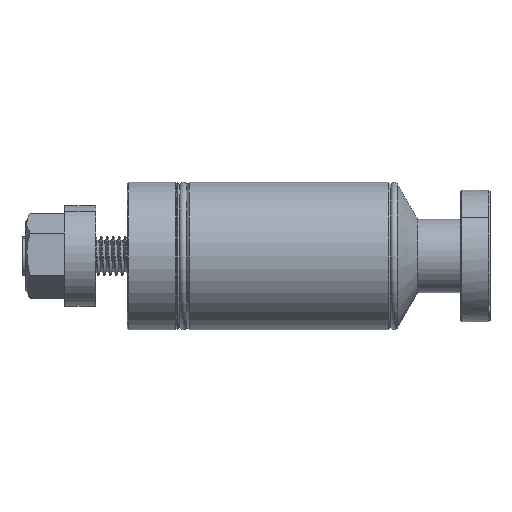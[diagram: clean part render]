
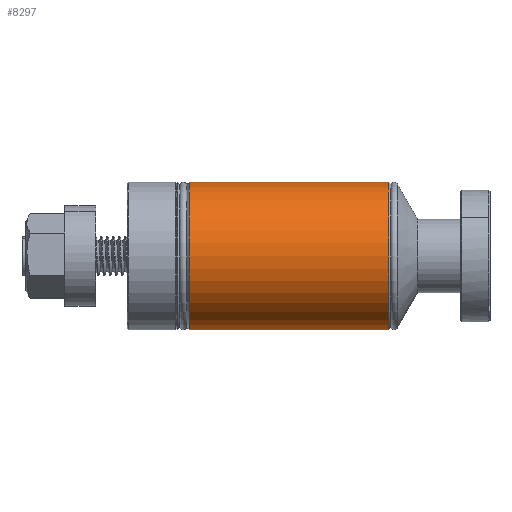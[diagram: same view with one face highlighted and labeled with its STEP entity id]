
A CAD part, left-side view. The second image highlights one B-rep face of the part: STEP entity #8297.
In plain terms, the highlighted cylindrical face has radius 19.05 mm (diameter 38.1 mm), a partial arc.
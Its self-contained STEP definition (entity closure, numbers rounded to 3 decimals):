
#2 = CYLINDRICAL_SURFACE ( 'NONE', #7576, 19.05 ) ;
#269 = CIRCLE ( 'NONE', #6538, 19.05 ) ;
#786 = VERTEX_POINT ( 'NONE', #3346 ) ;
#1211 = LINE ( 'NONE', #3791, #8101 ) ;
#1900 = EDGE_LOOP ( 'NONE', ( #10919, #4091, #3918, #11074 ) ) ;
#3271 = CARTESIAN_POINT ( 'NONE',  ( 0., 73.067, 19.05 ) ) ;
#3301 = DIRECTION ( 'NONE',  ( 0., 0., -1. ) ) ;
#3346 = CARTESIAN_POINT ( 'NONE',  ( 0., 21.457, 19.05 ) ) ;
#3739 = CARTESIAN_POINT ( 'NONE',  ( 0., -8.879, -19.05 ) ) ;
#3791 = CARTESIAN_POINT ( 'NONE',  ( 0., -8.879, 19.05 ) ) ;
#3918 = ORIENTED_EDGE ( 'NONE', *, *, #8372, .T. ) ;
#4080 = DIRECTION ( 'NONE',  ( 0., -1., 0. ) ) ;
#4091 = ORIENTED_EDGE ( 'NONE', *, *, #6566, .T. ) ;
#4167 = AXIS2_PLACEMENT_3D ( 'NONE', #5931, #4080, #3301 ) ;
#4279 = CARTESIAN_POINT ( 'NONE',  ( 0., 21.457, 0. ) ) ;
#5218 = EDGE_CURVE ( 'NONE', #786, #8360, #269, .T. ) ;
#5248 = CIRCLE ( 'NONE', #4167, 19.05 ) ;
#5779 = DIRECTION ( 'NONE',  ( 0., -1., 0. ) ) ;
#5931 = CARTESIAN_POINT ( 'NONE',  ( 0., 73.067, 0. ) ) ;
#6009 = CARTESIAN_POINT ( 'NONE',  ( 0., -8.879, 0. ) ) ;
#6270 = DIRECTION ( 'NONE',  ( 0., -1., 0. ) ) ;
#6538 = AXIS2_PLACEMENT_3D ( 'NONE', #4279, #5779, #8417 ) ;
#6566 = EDGE_CURVE ( 'NONE', #8938, #10385, #5248, .T. ) ;
#6943 = CARTESIAN_POINT ( 'NONE',  ( 0., 73.067, -19.05 ) ) ;
#7576 = AXIS2_PLACEMENT_3D ( 'NONE', #6009, #9443, #8060 ) ;
#7690 = FACE_OUTER_BOUND ( 'NONE', #1900, .T. ) ;
#7928 = VECTOR ( 'NONE', #10644, 1000. ) ;
#8010 = CARTESIAN_POINT ( 'NONE',  ( 0., 21.457, -19.05 ) ) ;
#8060 = DIRECTION ( 'NONE',  ( 0., 0., -1. ) ) ;
#8101 = VECTOR ( 'NONE', #6270, 1000. ) ;
#8297 = ADVANCED_FACE ( 'NONE', ( #7690 ), #2, .T. ) ;
#8360 = VERTEX_POINT ( 'NONE', #8010 ) ;
#8372 = EDGE_CURVE ( 'NONE', #10385, #8360, #8863, .T. ) ;
#8417 = DIRECTION ( 'NONE',  ( 0., 0., -1. ) ) ;
#8465 = EDGE_CURVE ( 'NONE', #8938, #786, #1211, .T. ) ;
#8863 = LINE ( 'NONE', #3739, #7928 ) ;
#8938 = VERTEX_POINT ( 'NONE', #3271 ) ;
#9443 = DIRECTION ( 'NONE',  ( 0., -1., 0. ) ) ;
#10385 = VERTEX_POINT ( 'NONE', #6943 ) ;
#10644 = DIRECTION ( 'NONE',  ( 0., -1., 0. ) ) ;
#10919 = ORIENTED_EDGE ( 'NONE', *, *, #8465, .F. ) ;
#11074 = ORIENTED_EDGE ( 'NONE', *, *, #5218, .F. ) ;
